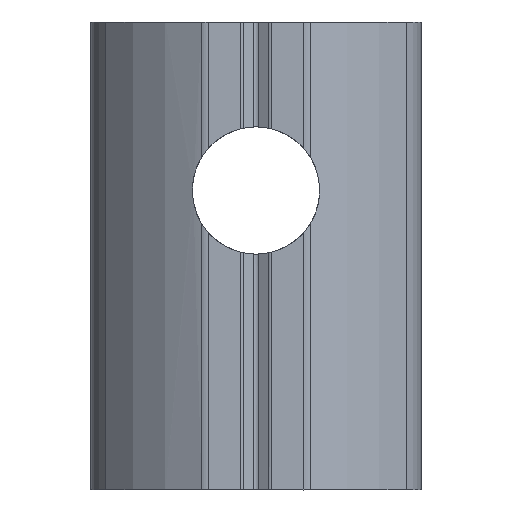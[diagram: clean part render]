
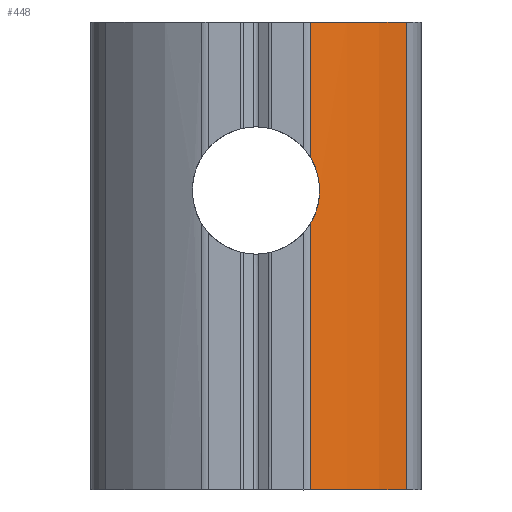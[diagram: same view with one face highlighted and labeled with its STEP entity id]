
A CAD part, front view. The second image highlights one B-rep face of the part: STEP entity #448.
In plain terms, the highlighted cylindrical face has radius 12.4 mm (diameter 24.8 mm), a partial arc.
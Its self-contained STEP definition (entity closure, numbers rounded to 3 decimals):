
#9 = DIRECTION ( 'NONE',  ( 1., 0., 0. ) ) ;
#23 = DIRECTION ( 'NONE',  ( 0., 0., 1. ) ) ;
#24 = EDGE_CURVE ( 'NONE', #563, #212, #1258, .T. ) ;
#27 = LINE ( 'NONE', #494, #683 ) ;
#69 = CARTESIAN_POINT ( 'NONE',  ( 3.19, -7.56, 2.283 ) ) ;
#73 = EDGE_CURVE ( 'NONE', #797, #556, #27, .T. ) ;
#173 = VERTEX_POINT ( 'NONE', #629 ) ;
#181 = CARTESIAN_POINT ( 'NONE',  ( 3.069, -7.612, 2.004 ) ) ;
#208 = CARTESIAN_POINT ( 'NONE',  ( -1.75, 3.814, 12.5 ) ) ;
#212 = VERTEX_POINT ( 'NONE', #882 ) ;
#266 = ORIENTED_EDGE ( 'NONE', *, *, #743, .T. ) ;
#270 = ORIENTED_EDGE ( 'NONE', *, *, #24, .F. ) ;
#320 = CARTESIAN_POINT ( 'NONE',  ( 3.069, -7.612, 4.996 ) ) ;
#327 = ORIENTED_EDGE ( 'NONE', *, *, #73, .F. ) ;
#331 = CARTESIAN_POINT ( 'NONE',  ( 3.39, -7.47, 3.808 ) ) ;
#360 = EDGE_CURVE ( 'NONE', #729, #563, #1172, .T. ) ;
#400 = EDGE_CURVE ( 'NONE', #797, #173, #1113, .T. ) ;
#448 = ADVANCED_FACE ( 'NONE', ( #608 ), #1066, .T. ) ;
#452 = CARTESIAN_POINT ( 'NONE',  ( 2.91, -7.677, -12.5 ) ) ;
#456 = CARTESIAN_POINT ( 'NONE',  ( 2.91, -7.677, 5.258 ) ) ;
#494 = CARTESIAN_POINT ( 'NONE',  ( 2.91, -7.677, -12.5 ) ) ;
#529 = CARTESIAN_POINT ( 'NONE',  ( 3.4, -7.466, 3.342 ) ) ;
#556 = VERTEX_POINT ( 'NONE', #855 ) ;
#563 = VERTEX_POINT ( 'NONE', #1206 ) ;
#582 = DIRECTION ( 'NONE',  ( 0., 0., 1. ) ) ;
#585 = CARTESIAN_POINT ( 'NONE',  ( -1.75, 3.814, -12.5 ) ) ;
#597 = CARTESIAN_POINT ( 'NONE',  ( -1.75, 3.814, -12.5 ) ) ;
#608 = FACE_OUTER_BOUND ( 'NONE', #816, .T. ) ;
#623 = CARTESIAN_POINT ( 'NONE',  ( 2.91, -7.677, 1.742 ) ) ;
#629 = CARTESIAN_POINT ( 'NONE',  ( 8.034, -3.804, -12.5 ) ) ;
#637 = CARTESIAN_POINT ( 'NONE',  ( 3.347, -7.49, 2.883 ) ) ;
#665 = DIRECTION ( 'NONE',  ( 0., 0., 1. ) ) ;
#674 = CARTESIAN_POINT ( 'NONE',  ( 2.91, -7.677, 5.258 ) ) ;
#683 = VECTOR ( 'NONE', #944, 1000. ) ;
#688 = CARTESIAN_POINT ( 'NONE',  ( 3.192, -7.559, 4.71 ) ) ;
#694 = LINE ( 'NONE', #1358, #894 ) ;
#729 = VERTEX_POINT ( 'NONE', #674 ) ;
#743 = EDGE_CURVE ( 'NONE', #173, #212, #694, .T. ) ;
#793 = DIRECTION ( 'NONE',  ( -1., 0., 0. ) ) ;
#797 = VERTEX_POINT ( 'NONE', #452 ) ;
#816 = EDGE_LOOP ( 'NONE', ( #916, #327, #1340, #266, #270, #878 ) ) ;
#829 = DIRECTION ( 'NONE',  ( 0., 0., 1. ) ) ;
#855 = CARTESIAN_POINT ( 'NONE',  ( 2.91, -7.677, 1.742 ) ) ;
#878 = ORIENTED_EDGE ( 'NONE', *, *, #360, .F. ) ;
#882 = CARTESIAN_POINT ( 'NONE',  ( 8.034, -3.804, 12.5 ) ) ;
#894 = VECTOR ( 'NONE', #582, 1000. ) ;
#916 = ORIENTED_EDGE ( 'NONE', *, *, #1360, .F. ) ;
#944 = DIRECTION ( 'NONE',  ( 0., 0., 1. ) ) ;
#960 = CARTESIAN_POINT ( 'NONE',  ( 3.315, -7.504, 2.729 ) ) ;
#978 = CARTESIAN_POINT ( 'NONE',  ( 3.4, -7.466, 3.651 ) ) ;
#1032 = CARTESIAN_POINT ( 'NONE',  ( 3.347, -7.49, 4.116 ) ) ;
#1040 = DIRECTION ( 'NONE',  ( 0., 0., 1. ) ) ;
#1060 = B_SPLINE_CURVE_WITH_KNOTS ( 'NONE', 3,
 ( #623, #181, #69, #960, #637, #1096, #529, #978, #331, #1032, #1156, #688, #320, #456 ),
 .UNSPECIFIED., .F., .F.,
 ( 4, 2, 2, 2, 2, 2, 4 ),
 ( 0., 0.001, 0.001, 0.002, 0.002, 0.003, 0.004 ),
 .UNSPECIFIED. ) ;
#1066 = CYLINDRICAL_SURFACE ( 'NONE', #1169, 12.4 ) ;
#1083 = AXIS2_PLACEMENT_3D ( 'NONE', #208, #665, #793 ) ;
#1096 = CARTESIAN_POINT ( 'NONE',  ( 3.389, -7.471, 3.188 ) ) ;
#1113 = CIRCLE ( 'NONE', #1170, 12.4 ) ;
#1156 = CARTESIAN_POINT ( 'NONE',  ( 3.316, -7.504, 4.267 ) ) ;
#1169 = AXIS2_PLACEMENT_3D ( 'NONE', #585, #1040, #9 ) ;
#1170 = AXIS2_PLACEMENT_3D ( 'NONE', #597, #23, #1293 ) ;
#1172 = LINE ( 'NONE', #1381, #1343 ) ;
#1206 = CARTESIAN_POINT ( 'NONE',  ( 2.91, -7.677, 12.5 ) ) ;
#1258 = CIRCLE ( 'NONE', #1083, 12.4 ) ;
#1293 = DIRECTION ( 'NONE',  ( -1., 0., 0. ) ) ;
#1340 = ORIENTED_EDGE ( 'NONE', *, *, #400, .T. ) ;
#1343 = VECTOR ( 'NONE', #829, 1000. ) ;
#1358 = CARTESIAN_POINT ( 'NONE',  ( 8.034, -3.804, -12.5 ) ) ;
#1360 = EDGE_CURVE ( 'NONE', #556, #729, #1060, .T. ) ;
#1381 = CARTESIAN_POINT ( 'NONE',  ( 2.91, -7.677, -12.5 ) ) ;
